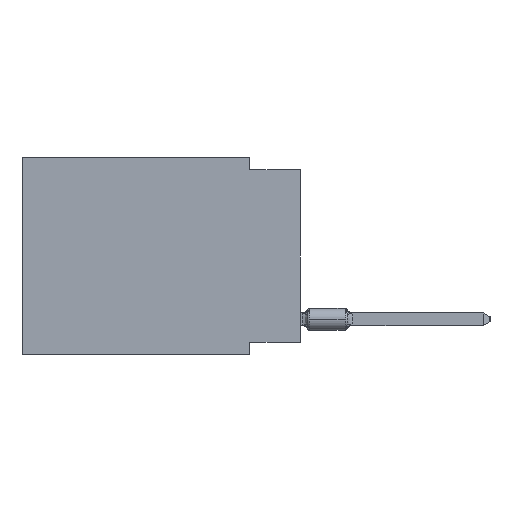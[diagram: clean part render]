
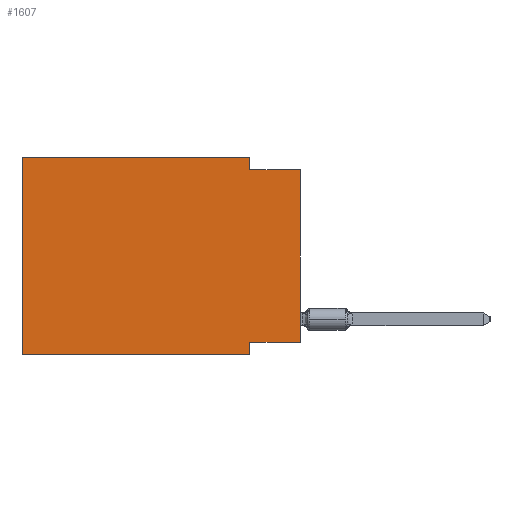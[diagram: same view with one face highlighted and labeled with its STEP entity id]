
A CAD part, left-side view. The second image highlights one B-rep face of the part: STEP entity #1607.
In plain terms, the highlighted planar face has unit normal (-1, 0, 0).
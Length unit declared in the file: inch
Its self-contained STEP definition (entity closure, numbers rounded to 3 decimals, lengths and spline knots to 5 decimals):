
#571 = CARTESIAN_POINT ( 'NONE',  ( 0., 0.1, -0.365 ) ) ;
#815 = DIRECTION ( 'NONE',  ( 0., -1., 0. ) ) ;
#1108 = EDGE_CURVE ( 'NONE', #27209, #26304, #28428, .T. ) ;
#1597 = EDGE_CURVE ( 'NONE', #33427, #27209, #27702, .T. ) ;
#1607 = ADVANCED_FACE ( 'NONE', ( #18169 ), #30550, .F. ) ;
#2346 = DIRECTION ( 'NONE',  ( 0., 0., -1. ) ) ;
#2734 = ORIENTED_EDGE ( 'NONE', *, *, #26955, .T. ) ;
#2926 = VERTEX_POINT ( 'NONE', #39700 ) ;
#3733 = VECTOR ( 'NONE', #18535, 39.37008 ) ;
#4075 = CARTESIAN_POINT ( 'NONE',  ( 0., 0., 0. ) ) ;
#4316 = DIRECTION ( 'NONE',  ( 0., 0., 1. ) ) ;
#4709 = CARTESIAN_POINT ( 'NONE',  ( 0., 0.55, 0. ) ) ;
#5011 = LINE ( 'NONE', #17608, #11834 ) ;
#5032 = ORIENTED_EDGE ( 'NONE', *, *, #1597, .F. ) ;
#6980 = VECTOR ( 'NONE', #4316, 39.37008 ) ;
#7997 = CARTESIAN_POINT ( 'NONE',  ( 0., 0.55, 0. ) ) ;
#8064 = DIRECTION ( 'NONE',  ( 0., 0., -1. ) ) ;
#8947 = CARTESIAN_POINT ( 'NONE',  ( 0., 0., -0.365 ) ) ;
#9537 = CARTESIAN_POINT ( 'NONE',  ( 0., 0.1, -0.39 ) ) ;
#10150 = DIRECTION ( 'NONE',  ( 0., 0., -1. ) ) ;
#11252 = ORIENTED_EDGE ( 'NONE', *, *, #14476, .F. ) ;
#11466 = DIRECTION ( 'NONE',  ( 1., 0., 0. ) ) ;
#11483 = CARTESIAN_POINT ( 'NONE',  ( 0., 0.1, -0.39 ) ) ;
#11655 = DIRECTION ( 'NONE',  ( 0., 1., 0. ) ) ;
#11834 = VECTOR ( 'NONE', #8064, 39.37008 ) ;
#12393 = VERTEX_POINT ( 'NONE', #17734 ) ;
#14136 = EDGE_CURVE ( 'NONE', #26721, #12393, #26469, .T. ) ;
#14476 = EDGE_CURVE ( 'NONE', #2926, #26721, #19750, .T. ) ;
#14606 = LINE ( 'NONE', #35959, #22628 ) ;
#15315 = CARTESIAN_POINT ( 'NONE',  ( 0., 0., -0.365 ) ) ;
#15581 = VECTOR ( 'NONE', #11655, 39.37008 ) ;
#15754 = ORIENTED_EDGE ( 'NONE', *, *, #24556, .T. ) ;
#16949 = VECTOR ( 'NONE', #32085, 39.37008 ) ;
#17540 = AXIS2_PLACEMENT_3D ( 'NONE', #39723, #11466, #2346 ) ;
#17608 = CARTESIAN_POINT ( 'NONE',  ( 0., 0.1, 0. ) ) ;
#17653 = DIRECTION ( 'NONE',  ( 0., -1., 0. ) ) ;
#17734 = CARTESIAN_POINT ( 'NONE',  ( 0., 0.1, 0. ) ) ;
#18169 = FACE_OUTER_BOUND ( 'NONE', #30029, .T. ) ;
#18535 = DIRECTION ( 'NONE',  ( 0., -1., 0. ) ) ;
#18780 = VECTOR ( 'NONE', #815, 39.37008 ) ;
#19364 = VERTEX_POINT ( 'NONE', #38332 ) ;
#19750 = LINE ( 'NONE', #4709, #6980 ) ;
#19969 = VERTEX_POINT ( 'NONE', #29530 ) ;
#22628 = VECTOR ( 'NONE', #17653, 39.37008 ) ;
#22703 = VECTOR ( 'NONE', #10150, 39.37008 ) ;
#22954 = LINE ( 'NONE', #31876, #18780 ) ;
#23252 = EDGE_CURVE ( 'NONE', #19969, #19364, #22954, .T. ) ;
#23343 = LINE ( 'NONE', #4075, #16949 ) ;
#24556 = EDGE_CURVE ( 'NONE', #33427, #19364, #23343, .T. ) ;
#26304 = VERTEX_POINT ( 'NONE', #11483 ) ;
#26469 = LINE ( 'NONE', #7997, #3733 ) ;
#26721 = VERTEX_POINT ( 'NONE', #30881 ) ;
#26955 = EDGE_CURVE ( 'NONE', #2926, #26304, #14606, .T. ) ;
#27209 = VERTEX_POINT ( 'NONE', #571 ) ;
#27351 = EDGE_CURVE ( 'NONE', #12393, #19969, #5011, .T. ) ;
#27702 = LINE ( 'NONE', #15315, #15581 ) ;
#28428 = LINE ( 'NONE', #9537, #22703 ) ;
#29530 = CARTESIAN_POINT ( 'NONE',  ( 0., 0.1, -0.025 ) ) ;
#30029 = EDGE_LOOP ( 'NONE', ( #15754, #32427, #36849, #35671, #11252, #2734, #37987, #5032 ) ) ;
#30550 = PLANE ( 'NONE',  #17540 ) ;
#30881 = CARTESIAN_POINT ( 'NONE',  ( 0., 0.55, 0. ) ) ;
#31876 = CARTESIAN_POINT ( 'NONE',  ( 0., 0., -0.025 ) ) ;
#32085 = DIRECTION ( 'NONE',  ( 0., 0., 1. ) ) ;
#32427 = ORIENTED_EDGE ( 'NONE', *, *, #23252, .F. ) ;
#33427 = VERTEX_POINT ( 'NONE', #8947 ) ;
#35671 = ORIENTED_EDGE ( 'NONE', *, *, #14136, .F. ) ;
#35959 = CARTESIAN_POINT ( 'NONE',  ( 0., 0.55, -0.39 ) ) ;
#36849 = ORIENTED_EDGE ( 'NONE', *, *, #27351, .F. ) ;
#37987 = ORIENTED_EDGE ( 'NONE', *, *, #1108, .F. ) ;
#38332 = CARTESIAN_POINT ( 'NONE',  ( 0., 0., -0.025 ) ) ;
#39700 = CARTESIAN_POINT ( 'NONE',  ( 0., 0.55, -0.39 ) ) ;
#39723 = CARTESIAN_POINT ( 'NONE',  ( 0., 0.55, 0. ) ) ;
